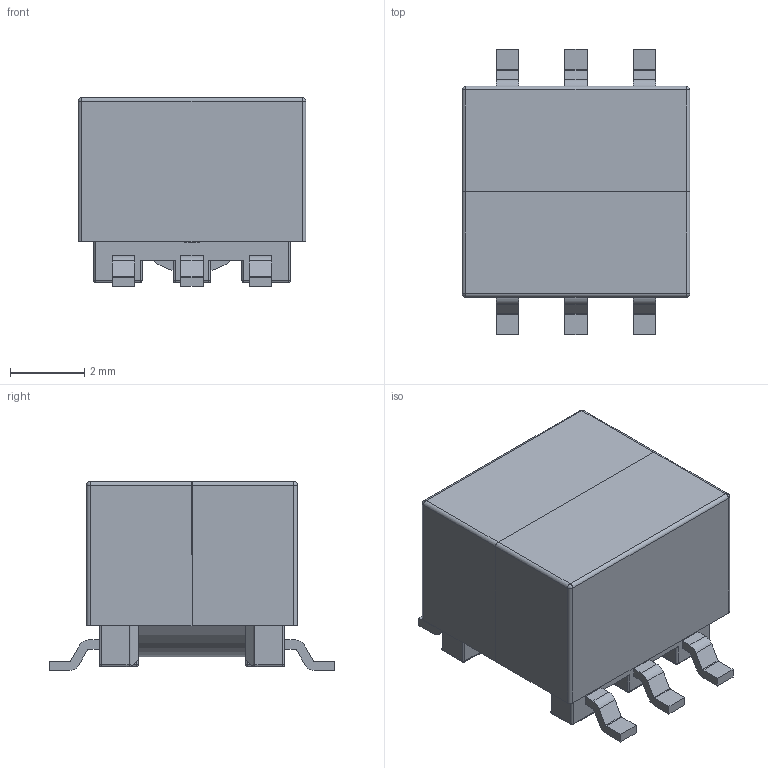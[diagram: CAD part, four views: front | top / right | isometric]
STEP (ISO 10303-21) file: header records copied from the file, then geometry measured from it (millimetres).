
FILE_DESCRIPTION( ( 'Unknown' ), '1' );
FILE_NAME( 'WE-FB_EP5.stp', 'Unknown', ( 'Unknown' ), ( 'Unknown' ), 'PSStep 13.0', 'Unknown', ' ' );
FILE_SCHEMA( ( 'AUTOMOTIVE_DESIGN { 1 0 10303 214 1 1 1 1 }' ) );
Length unit declared in the file: millimetre
Products named in the file (3): Assem1; bobbin; EP5_core
Bounding box: 6.15 x 7.7 x 5.1 mm (x, y, z)
Volume: 233.8 mm3; surface area: 647.4 mm2
Topology: 5 solids, 5 shells, 530 faces, 1358 edges, 784 vertices
Faces by surface type: plane 254, cylinder 203, sphere 62, torus 4, cone 4, bspline 3
Full cylindrical faces by diameter (mm): 1.8 x3, 1.85 x2, 3.6 x2
Entity records: 9545 total; most frequent: CARTESIAN_POINT 1389, DIRECTION 1330, ORIENTED_EDGE 1236, EDGE_CURVE 618, AXIS2_PLACEMENT_3D 460, LINE 410, VECTOR 410, VERTEX_POINT 375
